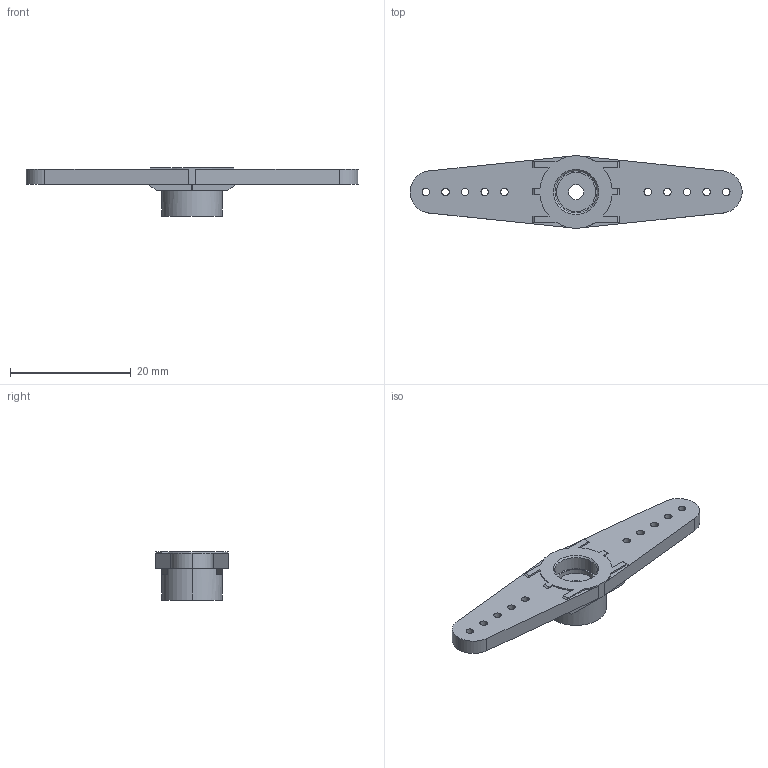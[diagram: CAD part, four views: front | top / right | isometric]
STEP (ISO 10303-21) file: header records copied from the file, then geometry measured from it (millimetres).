
FILE_DESCRIPTION (( 'STEP AP214' ), '1' );
FILE_NAME ('2 Arm.STEP', '2017-04-27T22:19:18', ( '' ), ( '' ), 'SwSTEP 2.0', 'SolidWorks 2016', '' );
FILE_SCHEMA (( 'AUTOMOTIVE_DESIGN' ));
Length unit declared in the file: inch
Products named in the file (1): 2 Arm
Bounding box: 54.99 x 11.99 x 8 mm (x, y, z)
Volume: 1448.5 mm3; surface area: 1723 mm2
Topology: 1 solids, 1 shells, 137 faces, 385 edges, 256 vertices
Faces by surface type: plane 98, cylinder 37, cone 2
Entity records: 4491 total; most frequent: CARTESIAN_POINT 779, ORIENTED_EDGE 770, DIRECTION 745, EDGE_CURVE 385, LINE 301, VECTOR 301, VERTEX_POINT 256, AXIS2_PLACEMENT_3D 222
